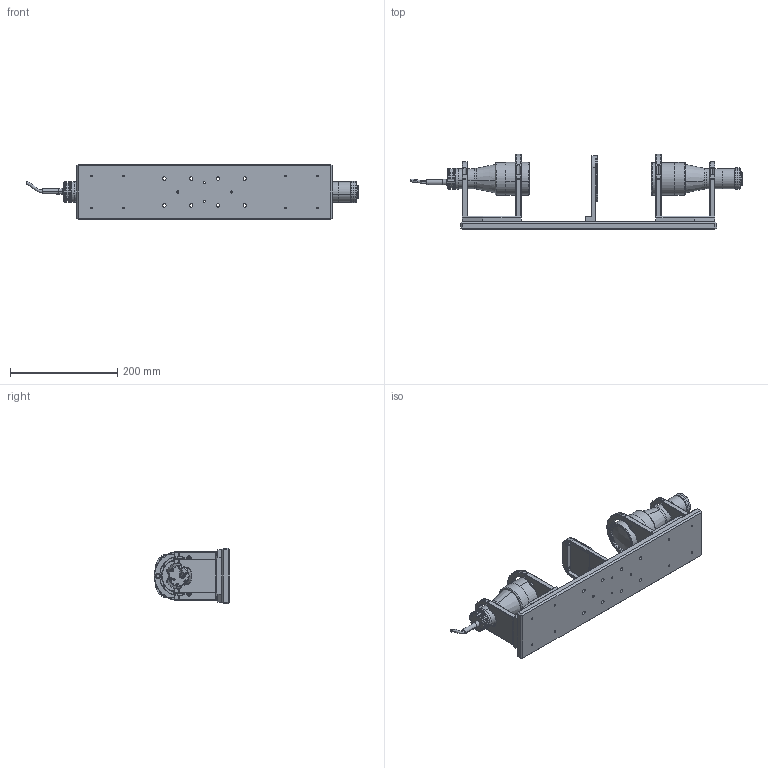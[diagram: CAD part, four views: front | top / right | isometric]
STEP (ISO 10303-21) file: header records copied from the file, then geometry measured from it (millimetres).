
FILE_DESCRIPTION (( 'STEP AP214' ), '1' );
FILE_NAME ('TCBENCH036.STEP', '2014-05-30T14:48:50', ( '' ), ( '' ), 'SwSTEP 2.0', 'SolidWorks 2013', '' );
FILE_SCHEMA (( 'AUTOMOTIVE_DESIGN' ));
Length unit declared in the file: millimetre
Products named in the file (1): TCBENCH036
Bounding box: 618.52 x 140.5 x 103 mm (x, y, z)
Surface area: 317080.6 mm2 (no closed solid volume)
Topology: 0 solids, 53 shells, 841 faces, 2486 edges, 1690 vertices
Faces by surface type: plane 366, cylinder 299, cone 148, bspline 28
Entity records: 43945 total; most frequent: CARTESIAN_POINT 12132, DIRECTION 4769, ORIENTED_EDGE 4254, EDGE_CURVE 2486, AXIS2_PLACEMENT_3D 1721, VERTEX_POINT 1690, VECTOR 1327, LINE 1327
